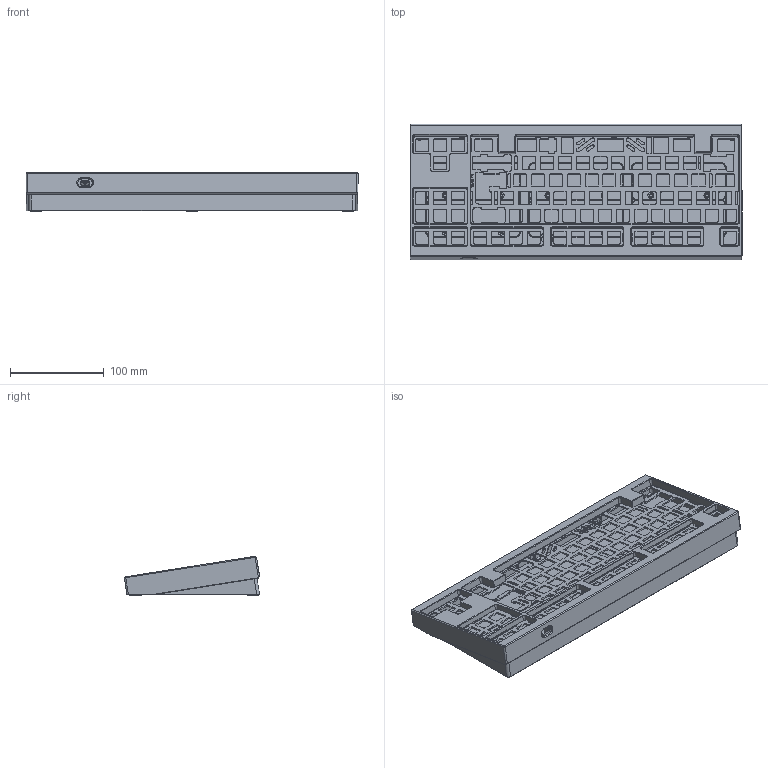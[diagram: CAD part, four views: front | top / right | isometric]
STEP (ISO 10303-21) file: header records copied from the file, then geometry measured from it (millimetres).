
FILE_DESCRIPTION(/* description */ (''),/* implementation_level */ '2;1');
FILE_NAME(/* name */ '72985b2e-34f8-4e9c-acc0-ea4004357f1d.stp',/* time_stamp */ '2021-04-04T17:46:04+00:00',/* author */ (''),/* organization */ (''),/* preprocessor_version */ 'ST-DEVELOPER v18.1',/* originating_system */ 'Autodesk Translation Framework v10.6.0.1341',/* authorisation */ '');
FILE_SCHEMA (('AUTOMOTIVE_DESIGN { 1 0 10303 214 3 1 1 }'));
Products named in the file (8): F1-8X_WKL_share; BOTTOM; PLATE; FEET; WEIGHT; WEIGHT 10T_315G; WEIGHT 5T_155G; TOP_WKL
Assembly tree (11 placements, depth 3):
  F1-8X_WKL_share
    BOTTOM
    PLATE
    FEET
    WEIGHT
      WEIGHT 10T_315G  x3
      WEIGHT 5T_155G  x3
    TOP_WKL
Bounding box: 354.96 x 144.63 x 42.19 mm (x, y, z)
Volume: 833493.1 mm3; surface area: 328925.4 mm2
Topology: 15 solids, 15 shells, 2208 faces, 6169 edges, 4014 vertices
Faces by surface type: plane 1094, cylinder 792, bspline 176, cone 140, torus 6
Full cylindrical faces by diameter (mm): 2.529 x6, 3.4 x12, 9.6 x6, 9.8 x6, 12 x6
Entity records: 70360 total; most frequent: CARTESIAN_POINT 15040, ORIENTED_EDGE 11790, DIRECTION 11033, EDGE_CURVE 5895, LINE 3885, VECTOR 3885, VERTEX_POINT 3862, AXIS2_PLACEMENT_3D 3574
